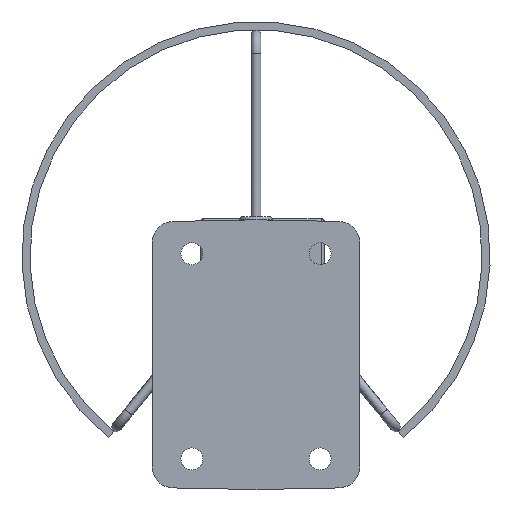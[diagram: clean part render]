
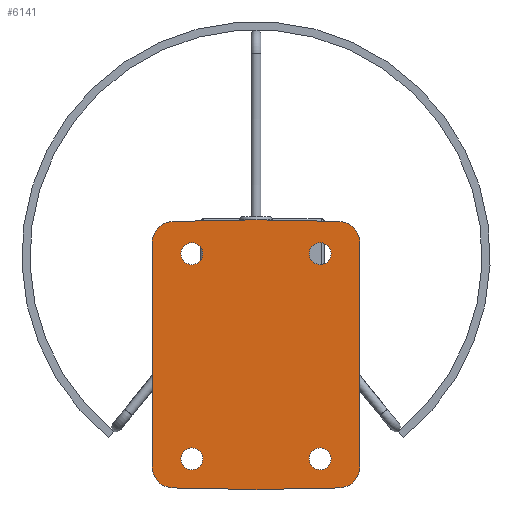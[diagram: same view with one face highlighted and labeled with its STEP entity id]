
A CAD part, left-side view. The second image highlights one B-rep face of the part: STEP entity #6141.
In plain terms, the highlighted planar face has unit normal (-1, 0, 0).
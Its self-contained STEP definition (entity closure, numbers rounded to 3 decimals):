
#550=FACE_BOUND('',#1032,.T.);
#551=FACE_BOUND('',#1033,.T.);
#552=FACE_BOUND('',#1034,.T.);
#553=FACE_BOUND('',#1035,.T.);
#615=FACE_OUTER_BOUND('',#1031,.T.);
#1031=EDGE_LOOP('',(#3958,#3959,#3960,#3961,#3962,#3963,#3964,#3965,#3966,
#3967));
#1032=EDGE_LOOP('',(#3968));
#1033=EDGE_LOOP('',(#3969));
#1034=EDGE_LOOP('',(#3970));
#1035=EDGE_LOOP('',(#3971));
#1512=LINE('',#9375,#1824);
#1513=LINE('',#9377,#1825);
#1514=LINE('',#9381,#1826);
#1515=LINE('',#9385,#1827);
#1516=LINE('',#9387,#1828);
#1517=LINE('',#9390,#1829);
#1824=VECTOR('',#7420,1.);
#1825=VECTOR('',#7421,1.);
#1826=VECTOR('',#7424,1.);
#1827=VECTOR('',#7427,1.);
#1828=VECTOR('',#7428,1.);
#1829=VECTOR('',#7431,1.);
#2136=CIRCLE('',#6593,13.);
#2137=CIRCLE('',#6594,13.);
#2138=CIRCLE('',#6595,13.);
#2139=CIRCLE('',#6596,13.);
#2140=CIRCLE('',#6597,6.75);
#2141=CIRCLE('',#6598,6.75);
#2142=CIRCLE('',#6599,6.75);
#2143=CIRCLE('',#6600,6.75);
#2563=VERTEX_POINT('',#9371);
#2564=VERTEX_POINT('',#9372);
#2565=VERTEX_POINT('',#9374);
#2566=VERTEX_POINT('',#9376);
#2567=VERTEX_POINT('',#9378);
#2568=VERTEX_POINT('',#9380);
#2569=VERTEX_POINT('',#9382);
#2570=VERTEX_POINT('',#9384);
#2571=VERTEX_POINT('',#9386);
#2572=VERTEX_POINT('',#9388);
#2573=VERTEX_POINT('',#9391);
#2574=VERTEX_POINT('',#9393);
#2575=VERTEX_POINT('',#9395);
#2576=VERTEX_POINT('',#9397);
#3082=EDGE_CURVE('',#2563,#2564,#2136,.T.);
#3083=EDGE_CURVE('',#2563,#2565,#1512,.T.);
#3084=EDGE_CURVE('',#2566,#2565,#1513,.T.);
#3085=EDGE_CURVE('',#2566,#2567,#2137,.T.);
#3086=EDGE_CURVE('',#2567,#2568,#1514,.T.);
#3087=EDGE_CURVE('',#2569,#2568,#2138,.T.);
#3088=EDGE_CURVE('',#2569,#2570,#1515,.T.);
#3089=EDGE_CURVE('',#2571,#2570,#1516,.T.);
#3090=EDGE_CURVE('',#2572,#2571,#2139,.T.);
#3091=EDGE_CURVE('',#2564,#2572,#1517,.T.);
#3092=EDGE_CURVE('',#2573,#2573,#2140,.T.);
#3093=EDGE_CURVE('',#2574,#2574,#2141,.T.);
#3094=EDGE_CURVE('',#2575,#2575,#2142,.T.);
#3095=EDGE_CURVE('',#2576,#2576,#2143,.T.);
#3958=ORIENTED_EDGE('',*,*,#3082,.F.);
#3959=ORIENTED_EDGE('',*,*,#3083,.T.);
#3960=ORIENTED_EDGE('',*,*,#3084,.F.);
#3961=ORIENTED_EDGE('',*,*,#3085,.T.);
#3962=ORIENTED_EDGE('',*,*,#3086,.T.);
#3963=ORIENTED_EDGE('',*,*,#3087,.F.);
#3964=ORIENTED_EDGE('',*,*,#3088,.T.);
#3965=ORIENTED_EDGE('',*,*,#3089,.F.);
#3966=ORIENTED_EDGE('',*,*,#3090,.F.);
#3967=ORIENTED_EDGE('',*,*,#3091,.F.);
#3968=ORIENTED_EDGE('',*,*,#3092,.F.);
#3969=ORIENTED_EDGE('',*,*,#3093,.F.);
#3970=ORIENTED_EDGE('',*,*,#3094,.F.);
#3971=ORIENTED_EDGE('',*,*,#3095,.F.);
#5710=PLANE('',#6592);
#6141=ADVANCED_FACE('',(#615,#550,#551,#552,#553),#5710,.F.);
#6592=AXIS2_PLACEMENT_3D('',#9370,#7416,#7417);
#6593=AXIS2_PLACEMENT_3D('',#9373,#7418,#7419);
#6594=AXIS2_PLACEMENT_3D('',#9379,#7422,#7423);
#6595=AXIS2_PLACEMENT_3D('',#9383,#7425,#7426);
#6596=AXIS2_PLACEMENT_3D('',#9389,#7429,#7430);
#6597=AXIS2_PLACEMENT_3D('',#9392,#7432,#7433);
#6598=AXIS2_PLACEMENT_3D('',#9394,#7434,#7435);
#6599=AXIS2_PLACEMENT_3D('',#9396,#7436,#7437);
#6600=AXIS2_PLACEMENT_3D('',#9398,#7438,#7439);
#7416=DIRECTION('center_axis',(1.,0.,0.));
#7417=DIRECTION('ref_axis',(0.,0.,-1.));
#7418=DIRECTION('center_axis',(1.,0.,0.));
#7419=DIRECTION('ref_axis',(0.,0.,
1.));
#7420=DIRECTION('',(0.,-1.,-0.02));
#7421=DIRECTION('',(0.,1.,-0.02));
#7422=DIRECTION('center_axis',(-1.,0.,0.));
#7423=DIRECTION('ref_axis',(0.,-1.,0.));
#7424=DIRECTION('',(0.,0.,1.));
#7425=DIRECTION('center_axis',(1.,0.,0.));
#7426=DIRECTION('ref_axis',(0.,0.,
1.));
#7427=DIRECTION('',(0.,1.,0.02));
#7428=DIRECTION('',(0.,-1.,0.02));
#7429=DIRECTION('center_axis',(1.,0.,0.));
#7430=DIRECTION('ref_axis',(0.,0.,
1.));
#7431=DIRECTION('',(0.,0.,1.));
#7432=DIRECTION('center_axis',(-1.,0.,0.));
#7433=DIRECTION('ref_axis',(0.,-1.,0.));
#7434=DIRECTION('center_axis',(-1.,0.,0.));
#7435=DIRECTION('ref_axis',(0.,-1.,0.));
#7436=DIRECTION('center_axis',(-1.,0.,0.));
#7437=DIRECTION('ref_axis',(0.,-1.,0.));
#7438=DIRECTION('center_axis',(-1.,0.,0.));
#7439=DIRECTION('ref_axis',(0.,-1.,0.));
#9370=CARTESIAN_POINT('Origin',(-215.5,0.,0.));
#9371=CARTESIAN_POINT('',(-215.5,51.25,-76.7));
#9372=CARTESIAN_POINT('',(-215.5,64.25,-63.7));
#9373=CARTESIAN_POINT('Origin',(-215.5,51.25,-63.7));
#9374=CARTESIAN_POINT('',(-215.5,0.,-77.7));
#9375=CARTESIAN_POINT('',(-215.5,51.25,-76.7));
#9376=CARTESIAN_POINT('',(-215.5,-51.25,-76.7));
#9377=CARTESIAN_POINT('',(-215.5,-51.25,-76.7));
#9378=CARTESIAN_POINT('',(-215.5,-64.25,-63.7));
#9379=CARTESIAN_POINT('Origin',(-215.5,-51.25,-63.7));
#9380=CARTESIAN_POINT('',(-215.5,-64.25,75.3));
#9381=CARTESIAN_POINT('',(-215.5,-64.25,-63.7));
#9382=CARTESIAN_POINT('',(-215.5,-51.25,88.3));
#9383=CARTESIAN_POINT('Origin',(-215.5,-51.25,75.3));
#9384=CARTESIAN_POINT('',(-215.5,0.,89.3));
#9385=CARTESIAN_POINT('',(-215.5,-51.25,88.3));
#9386=CARTESIAN_POINT('',(-215.5,51.25,88.3));
#9387=CARTESIAN_POINT('',(-215.5,51.25,88.3));
#9388=CARTESIAN_POINT('',(-215.5,64.25,75.3));
#9389=CARTESIAN_POINT('Origin',(-215.5,51.25,75.3));
#9390=CARTESIAN_POINT('',(-215.5,64.25,-63.7));
#9391=CARTESIAN_POINT('',(-215.5,-46.45,-58.7));
#9392=CARTESIAN_POINT('Origin',(-215.5,-39.7,-58.7));
#9393=CARTESIAN_POINT('',(-215.5,32.95,-58.7));
#9394=CARTESIAN_POINT('Origin',(-215.5,39.7,-58.7));
#9395=CARTESIAN_POINT('',(-215.5,-46.45,68.3));
#9396=CARTESIAN_POINT('Origin',(-215.5,-39.7,68.3));
#9397=CARTESIAN_POINT('',(-215.5,32.95,68.3));
#9398=CARTESIAN_POINT('Origin',(-215.5,39.7,68.3));
